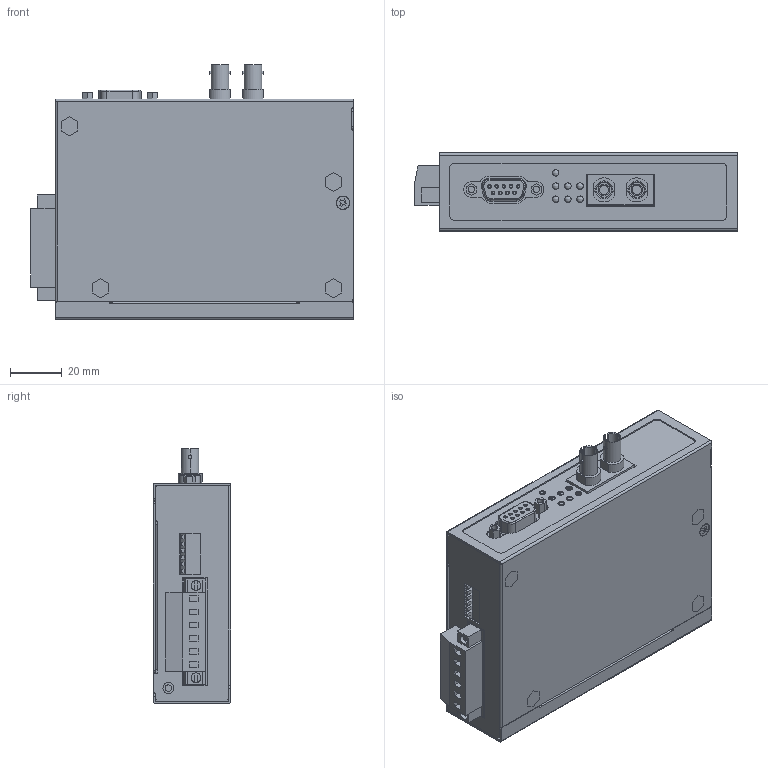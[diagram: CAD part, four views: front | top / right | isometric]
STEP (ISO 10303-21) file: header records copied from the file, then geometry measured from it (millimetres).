
FILE_DESCRIPTION (( 'STEP AP214' ), '1' );
FILE_NAME ('FOACCVSPESC020.STEP', '2022-01-06T23:38:02', ( '' ), ( '' ), 'SwSTEP 2.0', 'SolidWorks 2021', '' );
FILE_SCHEMA (( 'AUTOMOTIVE_DESIGN' ));
Length unit declared in the file: inch
Products named in the file (13): 53-T6F0-1203(Terminal Connector_6P_5.08); IFC-Serial-PRO PCBA_IFC-Serial-PRO; IFC-Serial-PRO PCB; 53-D9F0-1000(DB9); 51-020422511(2x4 Pin 雙排 Pitch 2.54 ); FOACCVSPESC020; LEDx3; 3B-A4SST1510前鼎(ST FIBER); 53-T6M0-1202(Terminal Connector_6P_5.08); 77-0FE008200(Case,Bottom Cover)V1.0_IFC-Serial-PRO(77-0FE008100); DIP SW-6P90d(50-A061-0000); 72-211-03030(M3x3); 77-0FE008000(Case,Top Cover)V1.0
Assembly tree (15 placements, depth 3):
  FOACCVSPESC020
    77-0FE008200(Case,Bottom Cover)V1.0_IFC-Serial-PRO(77-0FE008100)
    77-0FE008000(Case,Top Cover)V1.0
    IFC-Serial-PRO PCBA_IFC-Serial-PRO
      IFC-Serial-PRO PCB
      3B-A4SST1510前鼎(ST FIBER)
      LEDx3  x3
      53-D9F0-1000(DB9)
      53-T6M0-1202(Terminal Connector_6P_5.08)
      DIP SW-6P90d(50-A061-0000)
      51-020422511(2x4 Pin 雙排 Pitch 2.54 )
    53-T6F0-1203(Terminal Connector_6P_5.08)
    72-211-03030(M3x3)  x2
Bounding box: 124.5 x 30 x 98.29 mm (x, y, z)
Volume: 63788.8 mm3; surface area: 100128.5 mm2
Topology: 25 solids, 25 shells, 1308 faces, 3129 edges, 2027 vertices
Faces by surface type: plane 740, cylinder 458, cone 83, bspline 27
Entity records: 52401 total; most frequent: CARTESIAN_POINT 6693, DIRECTION 6242, ORIENTED_EDGE 5826, EDGE_CURVE 2913, AXIS2_PLACEMENT_3D 2150, VECTOR 1942, LINE 1942, VERTEX_POINT 1897
